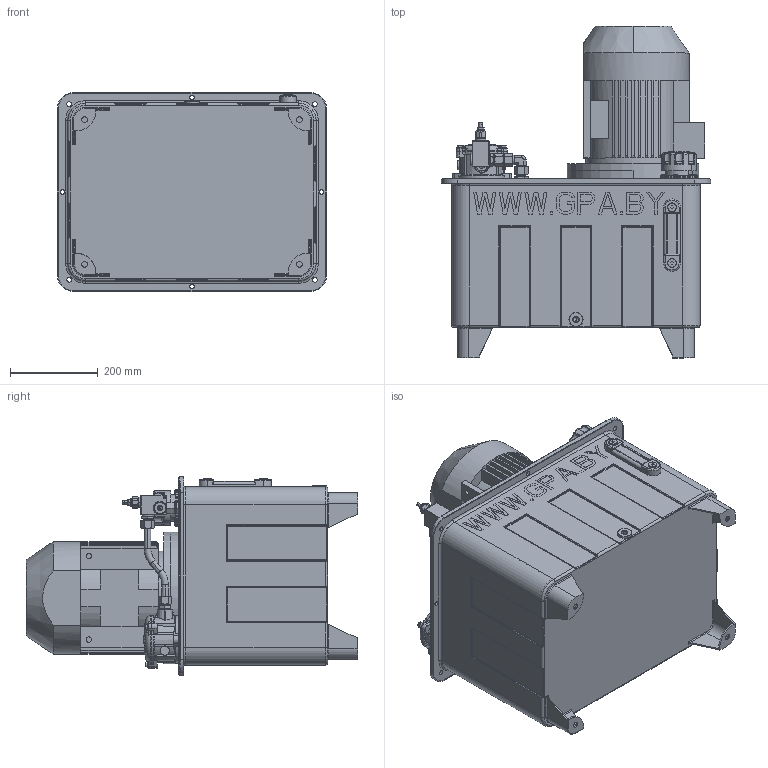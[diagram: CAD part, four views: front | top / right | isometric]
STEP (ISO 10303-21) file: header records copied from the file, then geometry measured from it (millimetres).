
FILE_DESCRIPTION((''),'2;1');
FILE_NAME('123_SW0001','2021-01-22T',('砐錪賧瘔蠈錪'),(''),'PRO/ENGINEER BY PARAMETRIC TECHNOLOGY CORPORATION, 2012480','PRO/ENGINEER BY PARAMETRIC TECHNOLOGY CORPORATION, 2012480','');
FILE_SCHEMA(('CONFIG_CONTROL_DESIGN'));
Products named in the file (1): 123_SW0001
Bounding box: 614 x 756.67 x 454 mm (x, y, z)
Volume: 21925556.1 mm3; surface area: 3313791.6 mm2
Topology: 1 solids, 3 shells, 2222 faces, 5755 edges, 3650 vertices
Faces by surface type: plane 940, cylinder 679, cone 355, torus 155, bspline 87, sphere 6
Entity records: 103752 total; most frequent: CARTESIAN_POINT 50500, ORIENTED_EDGE 11458, DIRECTION 10731, EDGE_CURVE 5729, AXIS2_PLACEMENT_3D 4115, VERTEX_POINT 3650, VECTOR 2501, LINE 2501
